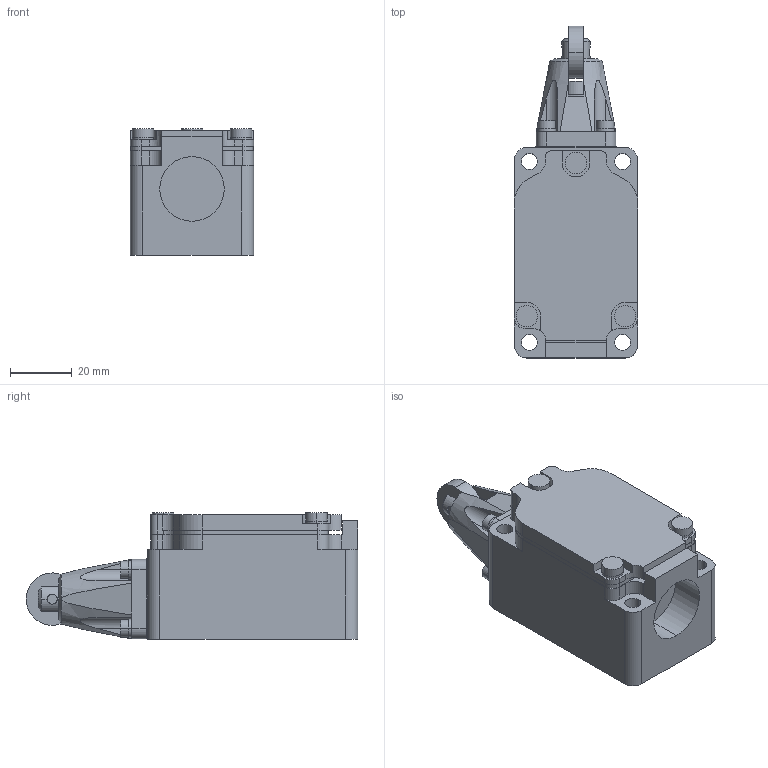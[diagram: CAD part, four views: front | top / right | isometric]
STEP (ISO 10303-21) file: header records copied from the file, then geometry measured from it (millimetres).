
FILE_DESCRIPTION (( 'STEP AP214' ), '1' );
FILE_NAME ('LIMSW-5103HT_3D.step', '2023-09-20T22:21:33', ( '' ), ( '' ), 'SwSTEP 2.0', 'SolidWorks 2022', '' );
FILE_SCHEMA (( 'AUTOMOTIVE_DESIGN' ));
Length unit declared in the file: inch
Products named in the file (4): WLD2_N_BASE7594; WLD2_N_HEAD7611; LIMSW-5103HT_3D; WLD2_N_ACTUATOR7603
Assembly tree (3 placements, depth 2):
  LIMSW-5103HT_3D
    WLD2_N_HEAD7611
    WLD2_N_ACTUATOR7603
    WLD2_N_BASE7594
Bounding box: 40 x 107.7 x 41.2 mm (x, y, z)
Volume: 110512 mm3; surface area: 23238.7 mm2
Topology: 3 solids, 3 shells, 262 faces, 666 edges, 439 vertices
Faces by surface type: plane 132, cylinder 121, cone 9
Entity records: 11925 total; most frequent: CARTESIAN_POINT 1801, DIRECTION 1429, ORIENTED_EDGE 1332, EDGE_CURVE 666, AXIS2_PLACEMENT_3D 535, VERTEX_POINT 439, VECTOR 359, LINE 359
